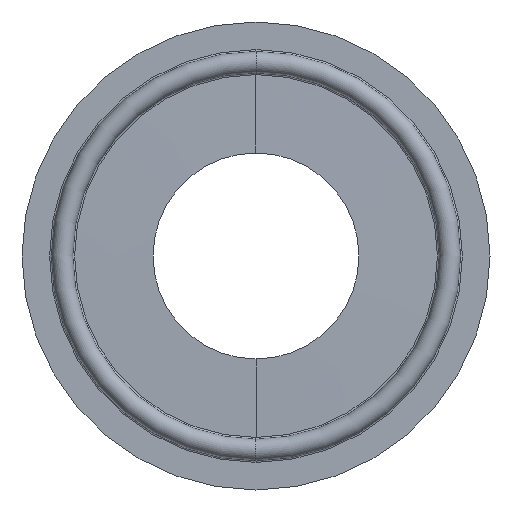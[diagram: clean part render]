
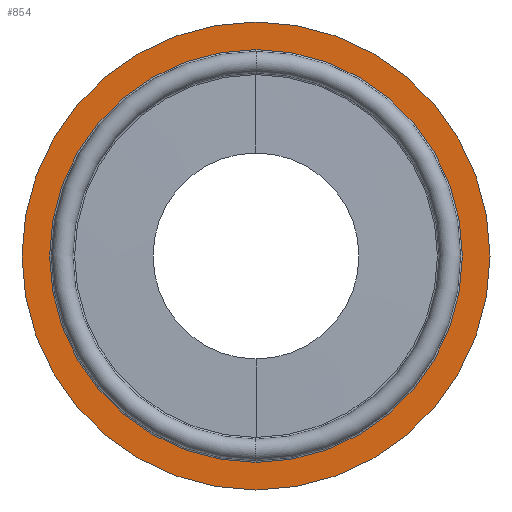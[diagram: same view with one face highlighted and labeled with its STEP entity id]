
A CAD part, left-side view. The second image highlights one B-rep face of the part: STEP entity #854.
In plain terms, the highlighted planar face has unit normal (-1, 0, 0).
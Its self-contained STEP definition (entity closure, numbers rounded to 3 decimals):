
#20 = EDGE_CURVE ( 'NONE', #361, #311, #519, .T. ) ;
#25 = PLANE ( 'NONE',  #382 ) ;
#29 = DIRECTION ( 'NONE',  ( 0., 0., -1. ) ) ;
#33 = CARTESIAN_POINT ( 'NONE',  ( -0.9, 22.95, 0. ) ) ;
#62 = DIRECTION ( 'NONE',  ( 1., 0., 0. ) ) ;
#82 = AXIS2_PLACEMENT_3D ( 'NONE', #420, #619, #406 ) ;
#102 = DIRECTION ( 'NONE',  ( 0., 0., -1. ) ) ;
#158 = DIRECTION ( 'NONE',  ( 0., 0., 1. ) ) ;
#170 = CARTESIAN_POINT ( 'NONE',  ( -0.9, 0., -23.15 ) ) ;
#203 = CARTESIAN_POINT ( 'NONE',  ( -0.9, 0., 23.15 ) ) ;
#238 = FACE_BOUND ( 'NONE', #835, .T. ) ;
#276 = CIRCLE ( 'NONE', #488, 23.15 ) ;
#293 = EDGE_CURVE ( 'NONE', #311, #361, #756, .T. ) ;
#311 = VERTEX_POINT ( 'NONE', #669 ) ;
#330 = ORIENTED_EDGE ( 'NONE', *, *, #791, .T. ) ;
#361 = VERTEX_POINT ( 'NONE', #403 ) ;
#363 = AXIS2_PLACEMENT_3D ( 'NONE', #504, #784, #158 ) ;
#382 = AXIS2_PLACEMENT_3D ( 'NONE', #33, #448, #102 ) ;
#403 = CARTESIAN_POINT ( 'NONE',  ( -0.9, 0., 26.25 ) ) ;
#406 = DIRECTION ( 'NONE',  ( 0., 0., 1. ) ) ;
#420 = CARTESIAN_POINT ( 'NONE',  ( -0.9, 0., 0. ) ) ;
#431 = DIRECTION ( 'NONE',  ( 0., 0., -1. ) ) ;
#439 = DIRECTION ( 'NONE',  ( 1., 0., 0. ) ) ;
#448 = DIRECTION ( 'NONE',  ( 1., 0., 0. ) ) ;
#488 = AXIS2_PLACEMENT_3D ( 'NONE', #790, #439, #29 ) ;
#497 = EDGE_LOOP ( 'NONE', ( #664, #699 ) ) ;
#504 = CARTESIAN_POINT ( 'NONE',  ( -0.9, 0., 0. ) ) ;
#519 = CIRCLE ( 'NONE', #363, 26.25 ) ;
#561 = AXIS2_PLACEMENT_3D ( 'NONE', #775, #62, #431 ) ;
#578 = CIRCLE ( 'NONE', #561, 23.15 ) ;
#619 = DIRECTION ( 'NONE',  ( -1., 0., 0. ) ) ;
#640 = FACE_OUTER_BOUND ( 'NONE', #497, .T. ) ;
#664 = ORIENTED_EDGE ( 'NONE', *, *, #20, .T. ) ;
#669 = CARTESIAN_POINT ( 'NONE',  ( -0.9, 0., -26.25 ) ) ;
#699 = ORIENTED_EDGE ( 'NONE', *, *, #293, .T. ) ;
#713 = VERTEX_POINT ( 'NONE', #203 ) ;
#756 = CIRCLE ( 'NONE', #82, 26.25 ) ;
#775 = CARTESIAN_POINT ( 'NONE',  ( -0.9, 0., 0. ) ) ;
#784 = DIRECTION ( 'NONE',  ( -1., 0., 0. ) ) ;
#790 = CARTESIAN_POINT ( 'NONE',  ( -0.9, 0., 0. ) ) ;
#791 = EDGE_CURVE ( 'NONE', #847, #713, #578, .T. ) ;
#820 = ORIENTED_EDGE ( 'NONE', *, *, #861, .T. ) ;
#835 = EDGE_LOOP ( 'NONE', ( #330, #820 ) ) ;
#847 = VERTEX_POINT ( 'NONE', #170 ) ;
#854 = ADVANCED_FACE ( 'NONE', ( #238, #640 ), #25, .F. ) ;
#861 = EDGE_CURVE ( 'NONE', #713, #847, #276, .T. ) ;
